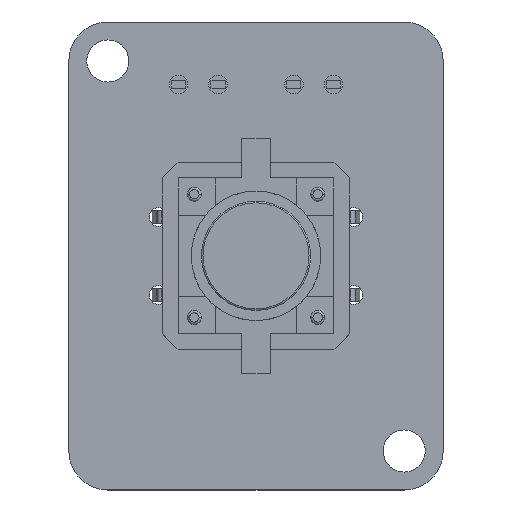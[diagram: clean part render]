
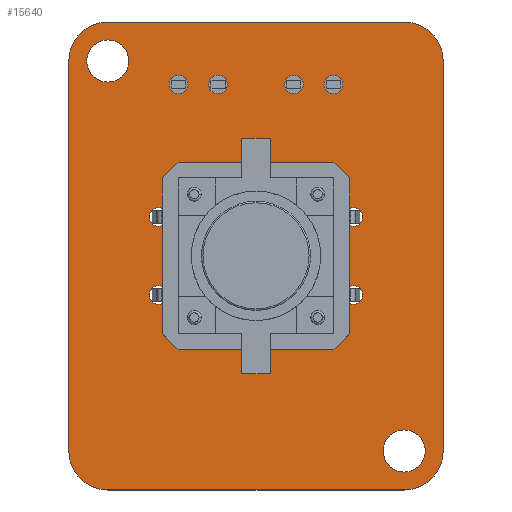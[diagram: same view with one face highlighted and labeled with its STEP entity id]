
A CAD part, top view. The second image highlights one B-rep face of the part: STEP entity #15640.
In plain terms, the highlighted planar face has unit normal (0, 0, 1).
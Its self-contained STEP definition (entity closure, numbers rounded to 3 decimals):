
#15337 = VERTEX_POINT('',#15338);
#15338 = CARTESIAN_POINT('',(129.5,-44.,1.6));
#15344 = EDGE_CURVE('',#15337,#15345,#15347,.T.);
#15345 = VERTEX_POINT('',#15346);
#15346 = CARTESIAN_POINT('',(132.,-46.5,1.6));
#15347 = CIRCLE('',#15348,2.5);
#15348 = AXIS2_PLACEMENT_3D('',#15349,#15350,#15351);
#15349 = CARTESIAN_POINT('',(129.5,-46.5,1.6));
#15350 = DIRECTION('',(0.,0.,-1.));
#15351 = DIRECTION('',(0.,1.,0.));
#15379 = VERTEX_POINT('',#15380);
#15380 = CARTESIAN_POINT('',(110.5,-44.,1.6));
#15386 = EDGE_CURVE('',#15379,#15337,#15387,.T.);
#15387 = LINE('',#15388,#15389);
#15388 = CARTESIAN_POINT('',(110.5,-44.,1.6));
#15389 = VECTOR('',#15390,1.);
#15390 = DIRECTION('',(1.,0.,0.));
#15408 = EDGE_CURVE('',#15345,#15409,#15411,.T.);
#15409 = VERTEX_POINT('',#15410);
#15410 = CARTESIAN_POINT('',(132.,-71.5,1.6));
#15411 = LINE('',#15412,#15413);
#15412 = CARTESIAN_POINT('',(132.,-46.5,1.6));
#15413 = VECTOR('',#15414,1.);
#15414 = DIRECTION('',(0.,-1.,0.));
#15640 = ADVANCED_FACE('',(#15641,#15687,#15698,#15709,#15720,#15731,
    #15742,#15753,#15764,#15775,#15786,#15797,#15808,#15819,#15830),
  #15841,.T.);
#15641 = FACE_BOUND('',#15642,.T.);
#15642 = EDGE_LOOP('',(#15643,#15644,#15645,#15654,#15662,#15671,#15679,
    #15686));
#15643 = ORIENTED_EDGE('',*,*,#15344,.F.);
#15644 = ORIENTED_EDGE('',*,*,#15386,.F.);
#15645 = ORIENTED_EDGE('',*,*,#15646,.F.);
#15646 = EDGE_CURVE('',#15647,#15379,#15649,.T.);
#15647 = VERTEX_POINT('',#15648);
#15648 = CARTESIAN_POINT('',(108.,-46.5,1.6));
#15649 = CIRCLE('',#15650,2.5);
#15650 = AXIS2_PLACEMENT_3D('',#15651,#15652,#15653);
#15651 = CARTESIAN_POINT('',(110.5,-46.5,1.6));
#15652 = DIRECTION('',(0.,0.,-1.));
#15653 = DIRECTION('',(-1.,0.,-0.));
#15654 = ORIENTED_EDGE('',*,*,#15655,.F.);
#15655 = EDGE_CURVE('',#15656,#15647,#15658,.T.);
#15656 = VERTEX_POINT('',#15657);
#15657 = CARTESIAN_POINT('',(108.,-71.5,1.6));
#15658 = LINE('',#15659,#15660);
#15659 = CARTESIAN_POINT('',(108.,-71.5,1.6));
#15660 = VECTOR('',#15661,1.);
#15661 = DIRECTION('',(0.,1.,0.));
#15662 = ORIENTED_EDGE('',*,*,#15663,.F.);
#15663 = EDGE_CURVE('',#15664,#15656,#15666,.T.);
#15664 = VERTEX_POINT('',#15665);
#15665 = CARTESIAN_POINT('',(110.5,-74.,1.6));
#15666 = CIRCLE('',#15667,2.5);
#15667 = AXIS2_PLACEMENT_3D('',#15668,#15669,#15670);
#15668 = CARTESIAN_POINT('',(110.5,-71.5,1.6));
#15669 = DIRECTION('',(0.,0.,-1.));
#15670 = DIRECTION('',(0.,-1.,0.));
#15671 = ORIENTED_EDGE('',*,*,#15672,.F.);
#15672 = EDGE_CURVE('',#15673,#15664,#15675,.T.);
#15673 = VERTEX_POINT('',#15674);
#15674 = CARTESIAN_POINT('',(129.5,-74.,1.6));
#15675 = LINE('',#15676,#15677);
#15676 = CARTESIAN_POINT('',(129.5,-74.,1.6));
#15677 = VECTOR('',#15678,1.);
#15678 = DIRECTION('',(-1.,0.,0.));
#15679 = ORIENTED_EDGE('',*,*,#15680,.F.);
#15680 = EDGE_CURVE('',#15409,#15673,#15681,.T.);
#15681 = CIRCLE('',#15682,2.5);
#15682 = AXIS2_PLACEMENT_3D('',#15683,#15684,#15685);
#15683 = CARTESIAN_POINT('',(129.5,-71.5,1.6));
#15684 = DIRECTION('',(0.,0.,-1.));
#15685 = DIRECTION('',(1.,0.,0.));
#15686 = ORIENTED_EDGE('',*,*,#15408,.F.);
#15687 = FACE_BOUND('',#15688,.T.);
#15688 = EDGE_LOOP('',(#15689));
#15689 = ORIENTED_EDGE('',*,*,#15690,.T.);
#15690 = EDGE_CURVE('',#15691,#15691,#15693,.T.);
#15691 = VERTEX_POINT('',#15692);
#15692 = CARTESIAN_POINT('',(113.75,-62.1,1.6));
#15693 = CIRCLE('',#15694,0.6);
#15694 = AXIS2_PLACEMENT_3D('',#15695,#15696,#15697);
#15695 = CARTESIAN_POINT('',(113.75,-61.5,1.6));
#15696 = DIRECTION('',(-0.,0.,-1.));
#15697 = DIRECTION('',(-0.,-1.,0.));
#15698 = FACE_BOUND('',#15699,.T.);
#15699 = EDGE_LOOP('',(#15700));
#15700 = ORIENTED_EDGE('',*,*,#15701,.T.);
#15701 = EDGE_CURVE('',#15702,#15702,#15704,.T.);
#15702 = VERTEX_POINT('',#15703);
#15703 = CARTESIAN_POINT('',(120.,-66.4,1.6));
#15704 = CIRCLE('',#15705,0.4);
#15705 = AXIS2_PLACEMENT_3D('',#15706,#15707,#15708);
#15706 = CARTESIAN_POINT('',(120.,-66.,1.6));
#15707 = DIRECTION('',(-0.,0.,-1.));
#15708 = DIRECTION('',(-0.,-1.,0.));
#15709 = FACE_BOUND('',#15710,.T.);
#15710 = EDGE_LOOP('',(#15711));
#15711 = ORIENTED_EDGE('',*,*,#15712,.T.);
#15712 = EDGE_CURVE('',#15713,#15713,#15715,.T.);
#15713 = VERTEX_POINT('',#15714);
#15714 = CARTESIAN_POINT('',(129.5,-72.85,1.6));
#15715 = CIRCLE('',#15716,1.35);
#15716 = AXIS2_PLACEMENT_3D('',#15717,#15718,#15719);
#15717 = CARTESIAN_POINT('',(129.5,-71.5,1.6));
#15718 = DIRECTION('',(-0.,0.,-1.));
#15719 = DIRECTION('',(-0.,-1.,0.));
#15720 = FACE_BOUND('',#15721,.T.);
#15721 = EDGE_LOOP('',(#15722));
#15722 = ORIENTED_EDGE('',*,*,#15723,.T.);
#15723 = EDGE_CURVE('',#15724,#15724,#15726,.T.);
#15724 = VERTEX_POINT('',#15725);
#15725 = CARTESIAN_POINT('',(120.,-64.4,1.6));
#15726 = CIRCLE('',#15727,0.9);
#15727 = AXIS2_PLACEMENT_3D('',#15728,#15729,#15730);
#15728 = CARTESIAN_POINT('',(120.,-63.5,1.6));
#15729 = DIRECTION('',(-0.,0.,-1.));
#15730 = DIRECTION('',(-0.,-1.,0.));
#15731 = FACE_BOUND('',#15732,.T.);
#15732 = EDGE_LOOP('',(#15733));
#15733 = ORIENTED_EDGE('',*,*,#15734,.T.);
#15734 = EDGE_CURVE('',#15735,#15735,#15737,.T.);
#15735 = VERTEX_POINT('',#15736);
#15736 = CARTESIAN_POINT('',(126.25,-62.1,1.6));
#15737 = CIRCLE('',#15738,0.6);
#15738 = AXIS2_PLACEMENT_3D('',#15739,#15740,#15741);
#15739 = CARTESIAN_POINT('',(126.25,-61.5,1.6));
#15740 = DIRECTION('',(-0.,0.,-1.));
#15741 = DIRECTION('',(-0.,-1.,0.));
#15742 = FACE_BOUND('',#15743,.T.);
#15743 = EDGE_LOOP('',(#15744));
#15744 = ORIENTED_EDGE('',*,*,#15745,.T.);
#15745 = EDGE_CURVE('',#15746,#15746,#15748,.T.);
#15746 = VERTEX_POINT('',#15747);
#15747 = CARTESIAN_POINT('',(113.75,-57.1,1.6));
#15748 = CIRCLE('',#15749,0.6);
#15749 = AXIS2_PLACEMENT_3D('',#15750,#15751,#15752);
#15750 = CARTESIAN_POINT('',(113.75,-56.5,1.6));
#15751 = DIRECTION('',(-0.,0.,-1.));
#15752 = DIRECTION('',(-0.,-1.,0.));
#15753 = FACE_BOUND('',#15754,.T.);
#15754 = EDGE_LOOP('',(#15755));
#15755 = ORIENTED_EDGE('',*,*,#15756,.T.);
#15756 = EDGE_CURVE('',#15757,#15757,#15759,.T.);
#15757 = VERTEX_POINT('',#15758);
#15758 = CARTESIAN_POINT('',(110.5,-47.85,1.6));
#15759 = CIRCLE('',#15760,1.35);
#15760 = AXIS2_PLACEMENT_3D('',#15761,#15762,#15763);
#15761 = CARTESIAN_POINT('',(110.5,-46.5,1.6));
#15762 = DIRECTION('',(-0.,0.,-1.));
#15763 = DIRECTION('',(-0.,-1.,0.));
#15764 = FACE_BOUND('',#15765,.T.);
#15765 = EDGE_LOOP('',(#15766));
#15766 = ORIENTED_EDGE('',*,*,#15767,.T.);
#15767 = EDGE_CURVE('',#15768,#15768,#15770,.T.);
#15768 = VERTEX_POINT('',#15769);
#15769 = CARTESIAN_POINT('',(115.025,-48.6,1.6));
#15770 = CIRCLE('',#15771,0.6);
#15771 = AXIS2_PLACEMENT_3D('',#15772,#15773,#15774);
#15772 = CARTESIAN_POINT('',(115.025,-48.,1.6));
#15773 = DIRECTION('',(-0.,0.,-1.));
#15774 = DIRECTION('',(-0.,-1.,0.));
#15775 = FACE_BOUND('',#15776,.T.);
#15776 = EDGE_LOOP('',(#15777));
#15777 = ORIENTED_EDGE('',*,*,#15778,.T.);
#15778 = EDGE_CURVE('',#15779,#15779,#15781,.T.);
#15779 = VERTEX_POINT('',#15780);
#15780 = CARTESIAN_POINT('',(117.565,-48.6,1.6));
#15781 = CIRCLE('',#15782,0.6);
#15782 = AXIS2_PLACEMENT_3D('',#15783,#15784,#15785);
#15783 = CARTESIAN_POINT('',(117.565,-48.,1.6));
#15784 = DIRECTION('',(-0.,0.,-1.));
#15785 = DIRECTION('',(-0.,-1.,0.));
#15786 = FACE_BOUND('',#15787,.T.);
#15787 = EDGE_LOOP('',(#15788));
#15788 = ORIENTED_EDGE('',*,*,#15789,.T.);
#15789 = EDGE_CURVE('',#15790,#15790,#15792,.T.);
#15790 = VERTEX_POINT('',#15791);
#15791 = CARTESIAN_POINT('',(120.,-55.4,1.6));
#15792 = CIRCLE('',#15793,0.9);
#15793 = AXIS2_PLACEMENT_3D('',#15794,#15795,#15796);
#15794 = CARTESIAN_POINT('',(120.,-54.5,1.6));
#15795 = DIRECTION('',(-0.,0.,-1.));
#15796 = DIRECTION('',(-0.,-1.,0.));
#15797 = FACE_BOUND('',#15798,.T.);
#15798 = EDGE_LOOP('',(#15799));
#15799 = ORIENTED_EDGE('',*,*,#15800,.T.);
#15800 = EDGE_CURVE('',#15801,#15801,#15803,.T.);
#15801 = VERTEX_POINT('',#15802);
#15802 = CARTESIAN_POINT('',(126.25,-57.1,1.6));
#15803 = CIRCLE('',#15804,0.6);
#15804 = AXIS2_PLACEMENT_3D('',#15805,#15806,#15807);
#15805 = CARTESIAN_POINT('',(126.25,-56.5,1.6));
#15806 = DIRECTION('',(-0.,0.,-1.));
#15807 = DIRECTION('',(-0.,-1.,0.));
#15808 = FACE_BOUND('',#15809,.T.);
#15809 = EDGE_LOOP('',(#15810));
#15810 = ORIENTED_EDGE('',*,*,#15811,.T.);
#15811 = EDGE_CURVE('',#15812,#15812,#15814,.T.);
#15812 = VERTEX_POINT('',#15813);
#15813 = CARTESIAN_POINT('',(120.,-52.4,1.6));
#15814 = CIRCLE('',#15815,0.4);
#15815 = AXIS2_PLACEMENT_3D('',#15816,#15817,#15818);
#15816 = CARTESIAN_POINT('',(120.,-52.,1.6));
#15817 = DIRECTION('',(-0.,0.,-1.));
#15818 = DIRECTION('',(-0.,-1.,0.));
#15819 = FACE_BOUND('',#15820,.T.);
#15820 = EDGE_LOOP('',(#15821));
#15821 = ORIENTED_EDGE('',*,*,#15822,.T.);
#15822 = EDGE_CURVE('',#15823,#15823,#15825,.T.);
#15823 = VERTEX_POINT('',#15824);
#15824 = CARTESIAN_POINT('',(122.425,-48.6,1.6));
#15825 = CIRCLE('',#15826,0.6);
#15826 = AXIS2_PLACEMENT_3D('',#15827,#15828,#15829);
#15827 = CARTESIAN_POINT('',(122.425,-48.,1.6));
#15828 = DIRECTION('',(-0.,0.,-1.));
#15829 = DIRECTION('',(0.,-1.,0.));
#15830 = FACE_BOUND('',#15831,.T.);
#15831 = EDGE_LOOP('',(#15832));
#15832 = ORIENTED_EDGE('',*,*,#15833,.T.);
#15833 = EDGE_CURVE('',#15834,#15834,#15836,.T.);
#15834 = VERTEX_POINT('',#15835);
#15835 = CARTESIAN_POINT('',(124.965,-48.6,1.6));
#15836 = CIRCLE('',#15837,0.6);
#15837 = AXIS2_PLACEMENT_3D('',#15838,#15839,#15840);
#15838 = CARTESIAN_POINT('',(124.965,-48.,1.6));
#15839 = DIRECTION('',(-0.,0.,-1.));
#15840 = DIRECTION('',(-0.,-1.,0.));
#15841 = PLANE('',#15842);
#15842 = AXIS2_PLACEMENT_3D('',#15843,#15844,#15845);
#15843 = CARTESIAN_POINT('',(0.,0.,1.6));
#15844 = DIRECTION('',(0.,0.,1.));
#15845 = DIRECTION('',(1.,0.,-0.));
